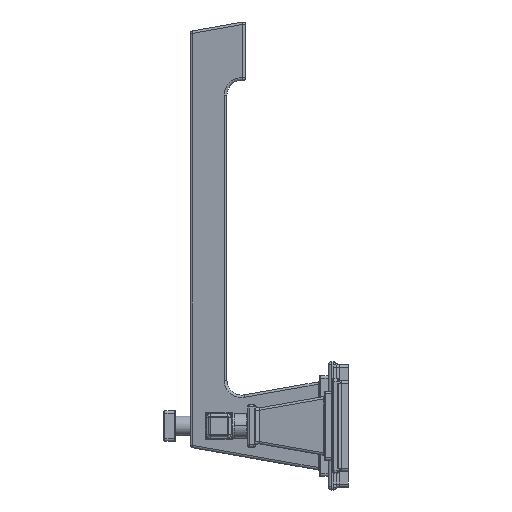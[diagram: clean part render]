
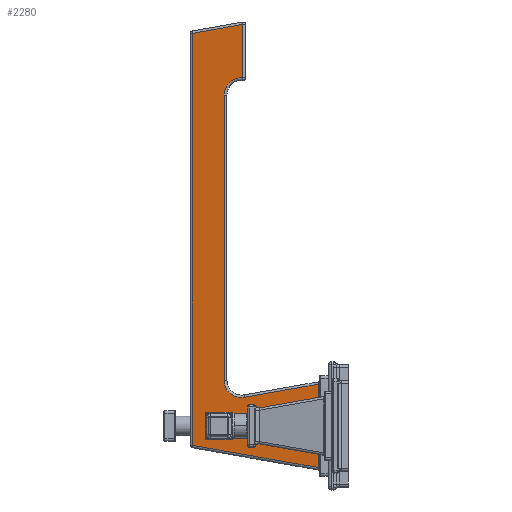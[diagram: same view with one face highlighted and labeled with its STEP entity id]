
A CAD part, left-side view. The second image highlights one B-rep face of the part: STEP entity #2280.
In plain terms, the highlighted planar face has unit normal (-0.985, 0.174, 0).
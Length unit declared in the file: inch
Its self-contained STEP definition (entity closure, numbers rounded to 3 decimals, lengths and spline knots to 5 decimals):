
#277=DIRECTION('',(0.,0.,-1.));
#278=VECTOR('',#277,2.11061);
#279=CARTESIAN_POINT('',(-1.11686,0.76744,1.05531));
#280=LINE('',#279,#278);
#281=DIRECTION('',(0.171,0.97,0.171));
#282=VECTOR('',#281,3.28717);
#283=CARTESIAN_POINT('',(-1.11686,0.76744,
-1.05531));
#284=LINE('',#283,#282);
#285=DIRECTION('',(0.,0.,1.));
#286=VECTOR('',#285,10.44297);
#287=CARTESIAN_POINT('',(-0.55446,3.95694,
-0.49291));
#288=LINE('',#287,#286);
#289=DIRECTION('',(-0.171,-0.97,0.171));
#290=VECTOR('',#289,1.31778);
#291=CARTESIAN_POINT('',(-0.55446,3.95694,9.95006));
#292=LINE('',#291,#290);
#293=DIRECTION('',(0.,0.,-1.));
#294=VECTOR('',#293,1.35292);
#295=CARTESIAN_POINT('',(-0.77992,2.67831,10.17552));
#296=LINE('',#295,#294);
#297=CARTESIAN_POINT('',(-0.77992,2.67831,8.8226));
#298=CARTESIAN_POINT('',(-0.77378,2.71315,8.82549));
#299=CARTESIAN_POINT('',(-0.76172,2.78152,8.82313));
#300=CARTESIAN_POINT('',(-0.74369,2.88376,8.79464));
#301=CARTESIAN_POINT('',(-0.72763,2.97487,8.74334));
#302=CARTESIAN_POINT('',(-0.71413,3.05141,8.67212));
#303=CARTESIAN_POINT('',(-0.70402,3.10874,8.58566));
#304=CARTESIAN_POINT('',(-0.69776,3.14424,8.48782));
#305=CARTESIAN_POINT('',(-0.69639,3.15203,8.42096));
#306=CARTESIAN_POINT('',(-0.69639,3.15204,8.38662));
#308=DIRECTION('',(0.,0.,-1.));
#309=VECTOR('',#308,7.23039);
#310=CARTESIAN_POINT('',(-0.69639,3.15204,8.38662));
#311=LINE('',#310,#309);
#312=CARTESIAN_POINT('',(-0.69639,3.15204,1.15623));
#313=CARTESIAN_POINT('',(-0.69639,3.15203,1.12474));
#314=CARTESIAN_POINT('',(-0.69755,3.14545,1.06309));
#315=CARTESIAN_POINT('',(-0.70288,3.11524,
0.97209));
#316=CARTESIAN_POINT('',(-0.71154,3.06613,
0.8901));
#317=CARTESIAN_POINT('',(-0.72318,3.0001,
0.82014));
#318=CARTESIAN_POINT('',(-0.73729,2.92005,
0.76602));
#319=CARTESIAN_POINT('',(-0.75317,2.83002,
0.73051));
#320=CARTESIAN_POINT('',(-0.77018,2.73355,
0.71564));
#321=CARTESIAN_POINT('',(-0.78133,2.67034,
0.71978));
#322=CARTESIAN_POINT('',(-0.78693,2.63856,
0.72538));
#324=DIRECTION('',(-0.171,-0.97,0.171));
#325=VECTOR('',#324,1.92842);
#326=CARTESIAN_POINT('',(-0.78693,2.63856,
0.72538));
#327=LINE('',#326,#325);
#1606=CARTESIAN_POINT('',(-0.55446,3.95694,
9.95006));
#1607=CARTESIAN_POINT('',(-0.77992,2.67831,
10.17552));
#1608=VERTEX_POINT('',#1606);
#1609=VERTEX_POINT('',#1607);
#1618=CARTESIAN_POINT('',(-1.11686,0.76744,
1.05531));
#1619=CARTESIAN_POINT('',(-1.11686,0.76744,
-1.05531));
#1620=VERTEX_POINT('',#1618);
#1621=VERTEX_POINT('',#1619);
#1679=VERTEX_POINT('',#312);
#1680=VERTEX_POINT('',#322);
#1683=CARTESIAN_POINT('',(-0.69639,3.15204,
8.38662));
#1684=VERTEX_POINT('',#1683);
#1686=VERTEX_POINT('',#297);
#1697=CARTESIAN_POINT('',(-0.55446,3.95694,
-0.49291));
#1698=VERTEX_POINT('',#1697);
#2258=CARTESIAN_POINT('',(-1.1625,0.50859,-2.30375));
#2259=DIRECTION('',(0.985,-0.174,0.));
#2260=DIRECTION('',(0.174,0.985,0.));
#2261=AXIS2_PLACEMENT_3D('',#2258,#2259,#2260);
#2262=PLANE('',#2261);
#2264=ORIENTED_EDGE('',*,*,#2263,.T.);
#2266=ORIENTED_EDGE('',*,*,#2265,.T.);
#2267=ORIENTED_EDGE('',*,*,#2090,.T.);
#2268=ORIENTED_EDGE('',*,*,#2118,.T.);
#2269=ORIENTED_EDGE('',*,*,#2251,.T.);
#2271=ORIENTED_EDGE('',*,*,#2270,.T.);
#2273=ORIENTED_EDGE('',*,*,#2272,.T.);
#2275=ORIENTED_EDGE('',*,*,#2274,.T.);
#2277=ORIENTED_EDGE('',*,*,#2276,.T.);
#2278=EDGE_LOOP('',(#2264,#2266,#2267,#2268,#2269,#2271,#2273,#2275,#2277));
#2279=FACE_OUTER_BOUND('',#2278,.F.);
#2280=ADVANCED_FACE('',(#2279),#2262,.F.);
#307=B_SPLINE_CURVE_WITH_KNOTS('',3,(#297,#298,#299,#300,#301,#302,#303,#304,
#305,#306),.UNSPECIFIED.,.F.,.F.,(4,1,1,1,1,1,1,4),(0.,0.14286,
0.28571,0.42857,0.57143,0.71429,
0.85714,1.),.UNSPECIFIED.);
#323=B_SPLINE_CURVE_WITH_KNOTS('',3,(#312,#313,#314,#315,#316,#317,#318,#319,
#320,#321,#322),.UNSPECIFIED.,.F.,.F.,(4,1,1,1,1,1,1,1,4),(0.,0.125,0.25,
0.375,0.5,0.625,0.75,0.875,1.),.UNSPECIFIED.);
#2090=EDGE_CURVE('',#1698,#1608,#288,.T.);
#2118=EDGE_CURVE('',#1608,#1609,#292,.T.);
#2251=EDGE_CURVE('',#1609,#1686,#296,.T.);
#2263=EDGE_CURVE('',#1620,#1621,#280,.T.);
#2265=EDGE_CURVE('',#1621,#1698,#284,.T.);
#2270=EDGE_CURVE('',#1686,#1684,#307,.T.);
#2272=EDGE_CURVE('',#1684,#1679,#311,.T.);
#2274=EDGE_CURVE('',#1679,#1680,#323,.T.);
#2276=EDGE_CURVE('',#1680,#1620,#327,.T.);
